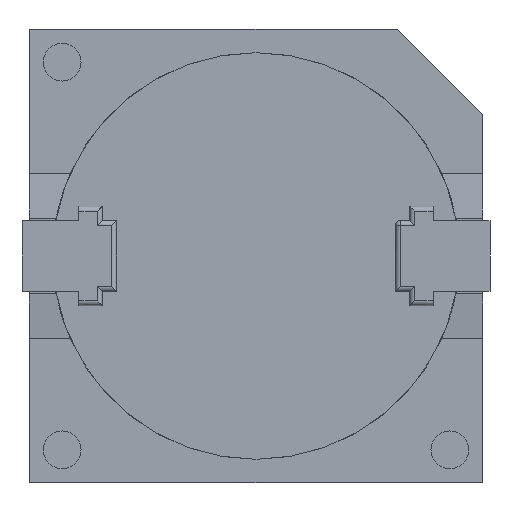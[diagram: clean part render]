
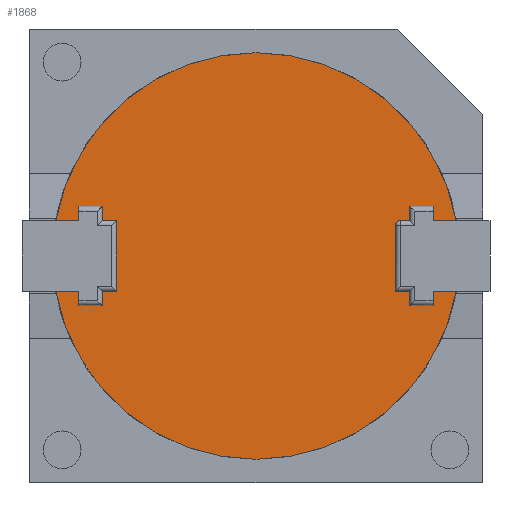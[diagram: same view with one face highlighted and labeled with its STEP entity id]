
A CAD part, front view. The second image highlights one B-rep face of the part: STEP entity #1868.
In plain terms, the highlighted planar face has unit normal (0, -1, 0).
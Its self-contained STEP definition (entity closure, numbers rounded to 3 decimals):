
#268=DIRECTION('',(-1.,0.,0.));
#269=VECTOR('',#268,0.484);
#270=CARTESIAN_POINT('',(4.234,-4.45,-0.75));
#271=LINE('',#270,#269);
#296=DIRECTION('',(1.,0.,0.));
#297=VECTOR('',#296,0.484);
#298=CARTESIAN_POINT('',(3.75,-4.45,0.75));
#299=LINE('',#298,#297);
#342=DIRECTION('',(0.,0.,-1.));
#343=VECTOR('',#342,0.3);
#344=CARTESIAN_POINT('',(3.75,-4.45,1.05));
#345=LINE('',#344,#343);
#350=DIRECTION('',(1.,0.,0.));
#351=VECTOR('',#350,0.5);
#352=CARTESIAN_POINT('',(3.25,-4.45,1.05));
#353=LINE('',#352,#351);
#362=DIRECTION('',(0.,0.,1.));
#363=VECTOR('',#362,0.3);
#364=CARTESIAN_POINT('',(3.25,-4.45,0.75));
#365=LINE('',#364,#363);
#482=DIRECTION('',(0.,0.,-1.));
#483=VECTOR('',#482,0.3);
#484=CARTESIAN_POINT('',(3.75,-4.45,-0.75));
#485=LINE('',#484,#483);
#486=CARTESIAN_POINT('',(3.05,-4.45,0.65));
#487=DIRECTION('',(0.,1.,0.));
#488=DIRECTION('',(-1.,0.,0.));
#489=AXIS2_PLACEMENT_3D('',#486,#487,#488);
#491=CARTESIAN_POINT('',(0.,-4.45,0.));
#492=DIRECTION('',(0.,-1.,0.));
#493=DIRECTION('',(-0.985,0.,-0.174));
#494=AXIS2_PLACEMENT_3D('',#491,#492,#493);
#496=DIRECTION('',(-1.,0.,0.));
#497=VECTOR('',#496,0.484);
#498=CARTESIAN_POINT('',(-3.75,-4.45,-0.75));
#499=LINE('',#498,#497);
#500=DIRECTION('',(0.,0.,1.));
#501=VECTOR('',#500,0.3);
#502=CARTESIAN_POINT('',(-3.75,-4.45,0.75));
#503=LINE('',#502,#501);
#504=DIRECTION('',(1.,0.,0.));
#505=VECTOR('',#504,0.484);
#506=CARTESIAN_POINT('',(-4.234,-4.45,0.75));
#507=LINE('',#506,#505);
#508=CARTESIAN_POINT('',(0.,-4.45,0.));
#509=DIRECTION('',(0.,-1.,0.));
#510=DIRECTION('',(0.985,0.,0.174));
#511=AXIS2_PLACEMENT_3D('',#508,#509,#510);
#513=DIRECTION('',(1.,0.,0.));
#514=VECTOR('',#513,0.2);
#515=CARTESIAN_POINT('',(3.05,-4.45,0.75));
#516=LINE('',#515,#514);
#529=DIRECTION('',(0.,0.,1.));
#530=VECTOR('',#529,1.4);
#531=CARTESIAN_POINT('',(2.95,-4.45,-0.75));
#532=LINE('',#531,#530);
#537=DIRECTION('',(-1.,0.,0.));
#538=VECTOR('',#537,0.3);
#539=CARTESIAN_POINT('',(3.25,-4.45,-0.75));
#540=LINE('',#539,#538);
#545=DIRECTION('',(0.,0.,1.));
#546=VECTOR('',#545,0.3);
#547=CARTESIAN_POINT('',(3.25,-4.45,-1.05));
#548=LINE('',#547,#546);
#553=DIRECTION('',(-1.,0.,0.));
#554=VECTOR('',#553,0.5);
#555=CARTESIAN_POINT('',(3.75,-4.45,-1.05));
#556=LINE('',#555,#554);
#643=DIRECTION('',(-1.,0.,0.));
#644=VECTOR('',#643,0.5);
#645=CARTESIAN_POINT('',(-3.25,-4.45,1.05));
#646=LINE('',#645,#644);
#651=DIRECTION('',(0.,0.,1.));
#652=VECTOR('',#651,0.3);
#653=CARTESIAN_POINT('',(-3.25,-4.45,0.75));
#654=LINE('',#653,#652);
#684=DIRECTION('',(-1.,0.,0.));
#685=VECTOR('',#684,0.3);
#686=CARTESIAN_POINT('',(-2.95,-4.45,0.75));
#687=LINE('',#686,#685);
#692=DIRECTION('',(0.,0.,1.));
#693=VECTOR('',#692,1.5);
#694=CARTESIAN_POINT('',(-2.95,-4.45,-0.75));
#695=LINE('',#694,#693);
#734=DIRECTION('',(1.,0.,0.));
#735=VECTOR('',#734,0.3);
#736=CARTESIAN_POINT('',(-3.25,-4.45,-0.75));
#737=LINE('',#736,#735);
#742=DIRECTION('',(0.,0.,1.));
#743=VECTOR('',#742,0.3);
#744=CARTESIAN_POINT('',(-3.25,-4.45,-1.05));
#745=LINE('',#744,#743);
#785=DIRECTION('',(0.,0.,-1.));
#786=VECTOR('',#785,0.3);
#787=CARTESIAN_POINT('',(-3.75,-4.45,-0.75));
#788=LINE('',#787,#786);
#801=DIRECTION('',(1.,0.,0.));
#802=VECTOR('',#801,0.5);
#803=CARTESIAN_POINT('',(-3.75,-4.45,-1.05));
#804=LINE('',#803,#802);
#988=CARTESIAN_POINT('',(-4.234,-4.45,0.75));
#989=VERTEX_POINT('',#988);
#990=CARTESIAN_POINT('',(4.234,-4.45,0.75));
#991=VERTEX_POINT('',#990);
#1002=CARTESIAN_POINT('',(4.234,-4.45,-0.75));
#1003=VERTEX_POINT('',#1002);
#1004=CARTESIAN_POINT('',(-4.234,-4.45,-0.75));
#1005=VERTEX_POINT('',#1004);
#1063=CARTESIAN_POINT('',(-3.75,-4.45,0.75));
#1064=VERTEX_POINT('',#1063);
#1073=CARTESIAN_POINT('',(-3.75,-4.45,-0.75));
#1074=VERTEX_POINT('',#1073);
#1095=CARTESIAN_POINT('',(-3.75,-4.45,1.05));
#1096=VERTEX_POINT('',#1095);
#1097=CARTESIAN_POINT('',(3.05,-4.45,0.75));
#1098=CARTESIAN_POINT('',(3.25,-4.45,0.75));
#1099=VERTEX_POINT('',#1097);
#1100=VERTEX_POINT('',#1098);
#1101=CARTESIAN_POINT('',(2.95,-4.45,0.65));
#1102=VERTEX_POINT('',#1101);
#1103=CARTESIAN_POINT('',(2.95,-4.45,-0.75));
#1104=VERTEX_POINT('',#1103);
#1105=CARTESIAN_POINT('',(3.25,-4.45,-0.75));
#1106=VERTEX_POINT('',#1105);
#1107=CARTESIAN_POINT('',(3.25,-4.45,-1.05));
#1108=VERTEX_POINT('',#1107);
#1109=CARTESIAN_POINT('',(3.75,-4.45,-1.05));
#1110=VERTEX_POINT('',#1109);
#1111=CARTESIAN_POINT('',(3.75,-4.45,-0.75));
#1112=VERTEX_POINT('',#1111);
#1113=CARTESIAN_POINT('',(-3.75,-4.45,-1.05));
#1114=VERTEX_POINT('',#1113);
#1115=CARTESIAN_POINT('',(-3.25,-4.45,-1.05));
#1116=VERTEX_POINT('',#1115);
#1117=CARTESIAN_POINT('',(-3.25,-4.45,-0.75));
#1118=VERTEX_POINT('',#1117);
#1119=CARTESIAN_POINT('',(-2.95,-4.45,-0.75));
#1120=VERTEX_POINT('',#1119);
#1121=CARTESIAN_POINT('',(-2.95,-4.45,0.75));
#1122=VERTEX_POINT('',#1121);
#1123=CARTESIAN_POINT('',(-3.25,-4.45,0.75));
#1124=VERTEX_POINT('',#1123);
#1125=CARTESIAN_POINT('',(-3.25,-4.45,1.05));
#1126=VERTEX_POINT('',#1125);
#1127=CARTESIAN_POINT('',(3.75,-4.45,0.75));
#1128=VERTEX_POINT('',#1127);
#1129=CARTESIAN_POINT('',(3.75,-4.45,1.05));
#1130=VERTEX_POINT('',#1129);
#1131=CARTESIAN_POINT('',(3.25,-4.45,1.05));
#1132=VERTEX_POINT('',#1131);
#1819=CARTESIAN_POINT('',(0.,-4.45,0.));
#1820=DIRECTION('',(0.,1.,0.));
#1821=DIRECTION('',(-1.,0.,0.));
#1822=AXIS2_PLACEMENT_3D('',#1819,#1820,#1821);
#1823=PLANE('',#1822);
#1825=ORIENTED_EDGE('',*,*,#1824,.F.);
#1827=ORIENTED_EDGE('',*,*,#1826,.F.);
#1829=ORIENTED_EDGE('',*,*,#1828,.F.);
#1831=ORIENTED_EDGE('',*,*,#1830,.F.);
#1833=ORIENTED_EDGE('',*,*,#1832,.F.);
#1835=ORIENTED_EDGE('',*,*,#1834,.F.);
#1836=ORIENTED_EDGE('',*,*,#1812,.F.);
#1837=ORIENTED_EDGE('',*,*,#1563,.F.);
#1838=ORIENTED_EDGE('',*,*,#1501,.F.);
#1840=ORIENTED_EDGE('',*,*,#1839,.F.);
#1842=ORIENTED_EDGE('',*,*,#1841,.T.);
#1844=ORIENTED_EDGE('',*,*,#1843,.T.);
#1846=ORIENTED_EDGE('',*,*,#1845,.T.);
#1848=ORIENTED_EDGE('',*,*,#1847,.T.);
#1850=ORIENTED_EDGE('',*,*,#1849,.T.);
#1852=ORIENTED_EDGE('',*,*,#1851,.T.);
#1854=ORIENTED_EDGE('',*,*,#1853,.T.);
#1856=ORIENTED_EDGE('',*,*,#1855,.T.);
#1858=ORIENTED_EDGE('',*,*,#1857,.F.);
#1860=ORIENTED_EDGE('',*,*,#1859,.F.);
#1861=ORIENTED_EDGE('',*,*,#1303,.F.);
#1862=ORIENTED_EDGE('',*,*,#1600,.F.);
#1863=ORIENTED_EDGE('',*,*,#1672,.F.);
#1864=ORIENTED_EDGE('',*,*,#1687,.F.);
#1865=ORIENTED_EDGE('',*,*,#1702,.F.);
#1866=EDGE_LOOP('',(#1825,#1827,#1829,#1831,#1833,#1835,#1836,#1837,#1838,#1840,
#1842,#1844,#1846,#1848,#1850,#1852,#1854,#1856,#1858,#1860,#1861,#1862,#1863,
#1864,#1865));
#1867=FACE_OUTER_BOUND('',#1866,.F.);
#1868=ADVANCED_FACE('',(#1867),#1823,.F.);
#490=CIRCLE('',#489,0.1);
#495=CIRCLE('',#494,4.3);
#512=CIRCLE('',#511,4.3);
#1303=EDGE_CURVE('',#991,#989,#512,.T.);
#1501=EDGE_CURVE('',#1005,#1003,#495,.T.);
#1563=EDGE_CURVE('',#1003,#1112,#271,.T.);
#1600=EDGE_CURVE('',#1128,#991,#299,.T.);
#1672=EDGE_CURVE('',#1130,#1128,#345,.T.);
#1687=EDGE_CURVE('',#1132,#1130,#353,.T.);
#1702=EDGE_CURVE('',#1100,#1132,#365,.T.);
#1812=EDGE_CURVE('',#1112,#1110,#485,.T.);
#1824=EDGE_CURVE('',#1099,#1100,#516,.T.);
#1826=EDGE_CURVE('',#1102,#1099,#490,.T.);
#1828=EDGE_CURVE('',#1104,#1102,#532,.T.);
#1830=EDGE_CURVE('',#1106,#1104,#540,.T.);
#1832=EDGE_CURVE('',#1108,#1106,#548,.T.);
#1834=EDGE_CURVE('',#1110,#1108,#556,.T.);
#1839=EDGE_CURVE('',#1074,#1005,#499,.T.);
#1841=EDGE_CURVE('',#1074,#1114,#788,.T.);
#1843=EDGE_CURVE('',#1114,#1116,#804,.T.);
#1845=EDGE_CURVE('',#1116,#1118,#745,.T.);
#1847=EDGE_CURVE('',#1118,#1120,#737,.T.);
#1849=EDGE_CURVE('',#1120,#1122,#695,.T.);
#1851=EDGE_CURVE('',#1122,#1124,#687,.T.);
#1853=EDGE_CURVE('',#1124,#1126,#654,.T.);
#1855=EDGE_CURVE('',#1126,#1096,#646,.T.);
#1857=EDGE_CURVE('',#1064,#1096,#503,.T.);
#1859=EDGE_CURVE('',#989,#1064,#507,.T.);
